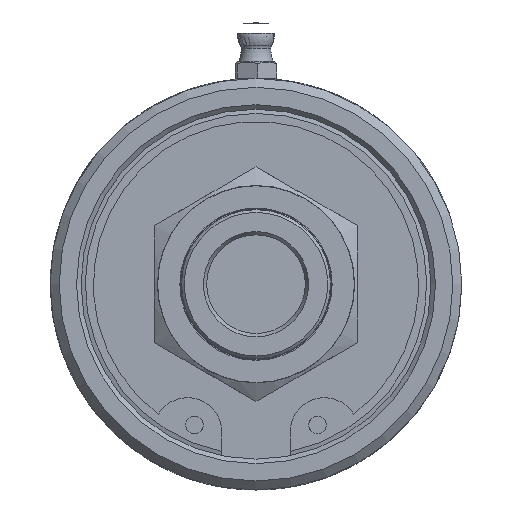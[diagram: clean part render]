
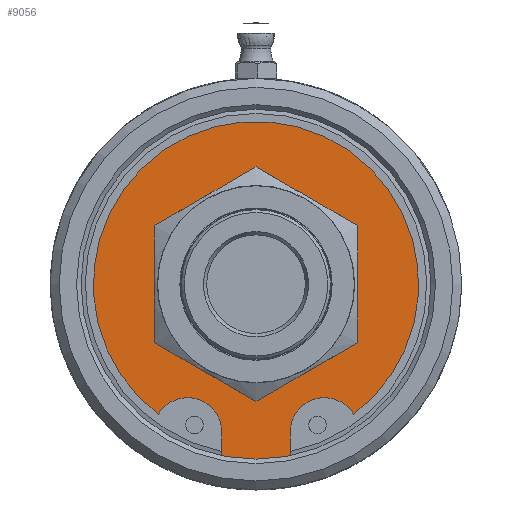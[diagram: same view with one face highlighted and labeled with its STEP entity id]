
A CAD part, left-side view. The second image highlights one B-rep face of the part: STEP entity #9056.
In plain terms, the highlighted planar face has unit normal (-1, 0, 0).
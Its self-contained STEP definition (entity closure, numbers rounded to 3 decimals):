
#316=PLANE('',#9725);
#521=FACE_BOUND('',#1195,.T.);
#641=FACE_OUTER_BOUND('',#1194,.T.);
#1194=EDGE_LOOP('',(#6329,#6330,#6331,#6332,#6333,#6334));
#1195=EDGE_LOOP('',(#6335,#6336));
#2355=CIRCLE('',#9726,6.066);
#2356=CIRCLE('',#9727,28.854);
#2357=CIRCLE('',#9728,6.066);
#2358=CIRCLE('',#9729,32.817);
#2359=CIRCLE('',#9730,17.5);
#2360=CIRCLE('',#9731,17.5);
#2635=LINE('',#15142,#3114);
#2636=LINE('',#15145,#3115);
#3114=VECTOR('',#10813,10.);
#3115=VECTOR('',#10816,10.);
#3782=VERTEX_POINT('',#15134);
#3783=VERTEX_POINT('',#15135);
#3784=VERTEX_POINT('',#15137);
#3785=VERTEX_POINT('',#15139);
#3786=VERTEX_POINT('',#15141);
#3787=VERTEX_POINT('',#15143);
#3788=VERTEX_POINT('',#15146);
#3789=VERTEX_POINT('',#15147);
#4771=EDGE_CURVE('',#3782,#3783,#2355,.T.);
#4772=EDGE_CURVE('',#3783,#3784,#2356,.T.);
#4773=EDGE_CURVE('',#3785,#3784,#2357,.T.);
#4774=EDGE_CURVE('',#3786,#3785,#2635,.T.);
#4775=EDGE_CURVE('',#3786,#3787,#2358,.T.);
#4776=EDGE_CURVE('',#3782,#3787,#2636,.T.);
#4777=EDGE_CURVE('',#3788,#3789,#2359,.T.);
#4778=EDGE_CURVE('',#3789,#3788,#2360,.T.);
#6329=ORIENTED_EDGE('',*,*,#4771,.T.);
#6330=ORIENTED_EDGE('',*,*,#4772,.T.);
#6331=ORIENTED_EDGE('',*,*,#4773,.F.);
#6332=ORIENTED_EDGE('',*,*,#4774,.F.);
#6333=ORIENTED_EDGE('',*,*,#4775,.T.);
#6334=ORIENTED_EDGE('',*,*,#4776,.F.);
#6335=ORIENTED_EDGE('',*,*,#4777,.T.);
#6336=ORIENTED_EDGE('',*,*,#4778,.T.);
#9056=ADVANCED_FACE('',(#641,#521),#316,.T.);
#9725=AXIS2_PLACEMENT_3D('',#15133,#10805,#10806);
#9726=AXIS2_PLACEMENT_3D('',#15136,#10807,#10808);
#9727=AXIS2_PLACEMENT_3D('',#15138,#10809,#10810);
#9728=AXIS2_PLACEMENT_3D('',#15140,#10811,#10812);
#9729=AXIS2_PLACEMENT_3D('',#15144,#10814,#10815);
#9730=AXIS2_PLACEMENT_3D('',#15148,#10817,#10818);
#9731=AXIS2_PLACEMENT_3D('',#15149,#10819,#10820);
#10805=DIRECTION('center_axis',(-1.,0.,0.));
#10806=DIRECTION('ref_axis',(0.,-1.,0.));
#10807=DIRECTION('center_axis',(1.,0.,0.));
#10808=DIRECTION('ref_axis',(0.,-0.858,0.514));
#10809=DIRECTION('center_axis',(-1.,0.,0.));
#10810=DIRECTION('ref_axis',(0.,0.601,0.799));
#10811=DIRECTION('center_axis',(-1.,0.,0.));
#10812=DIRECTION('ref_axis',(0.,-1.,0.));
#10813=DIRECTION('',(0.,0.,1.));
#10814=DIRECTION('center_axis',(-1.,0.,0.));
#10815=DIRECTION('ref_axis',(0.,0.,1.));
#10816=DIRECTION('',(0.,0.,-1.));
#10817=DIRECTION('center_axis',(1.,0.,0.));
#10818=DIRECTION('ref_axis',(0.,0.,-1.));
#10819=DIRECTION('center_axis',(1.,0.,0.));
#10820=DIRECTION('ref_axis',(0.,0.,-1.));
#15133=CARTESIAN_POINT('Origin',(38.55,-28.525,0.));
#15134=CARTESIAN_POINT('',(38.55,-6.066,-26.186));
#15135=CARTESIAN_POINT('',(38.55,-17.334,-23.068));
#15136=CARTESIAN_POINT('Origin',(38.55,-12.131,-26.186));
#15137=CARTESIAN_POINT('',(38.55,17.334,-23.068));
#15138=CARTESIAN_POINT('Origin',(38.55,0.,
0.));
#15139=CARTESIAN_POINT('',(38.55,6.066,-26.186));
#15140=CARTESIAN_POINT('Origin',(38.55,12.131,-26.186));
#15141=CARTESIAN_POINT('',(38.55,6.066,-32.251));
#15142=CARTESIAN_POINT('',(38.55,6.066,-32.251));
#15143=CARTESIAN_POINT('',(38.55,-6.066,-32.251));
#15144=CARTESIAN_POINT('Origin',(38.55,0.,0.));
#15145=CARTESIAN_POINT('',(38.55,-6.066,-26.186));
#15146=CARTESIAN_POINT('',(38.55,0.,-17.5));
#15147=CARTESIAN_POINT('',(38.55,0.,17.5));
#15148=CARTESIAN_POINT('Origin',(38.55,0.,0.));
#15149=CARTESIAN_POINT('Origin',(38.55,0.,0.));
